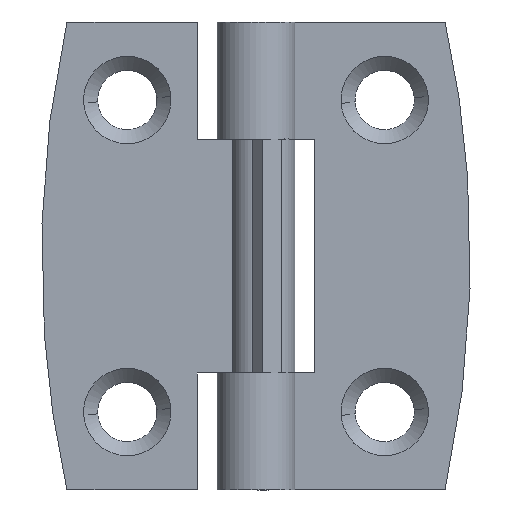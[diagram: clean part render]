
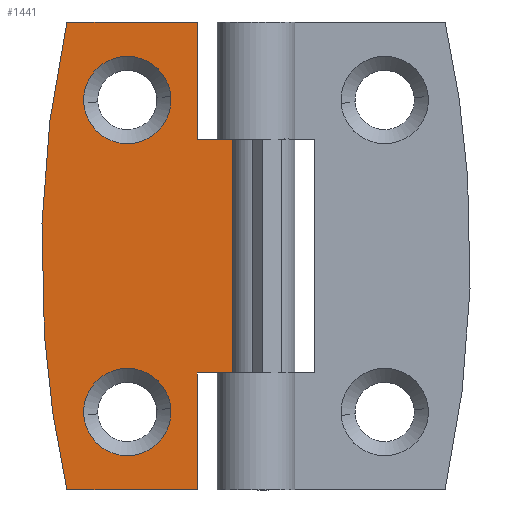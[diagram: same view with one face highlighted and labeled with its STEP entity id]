
A CAD part, front view. The second image highlights one B-rep face of the part: STEP entity #1441.
In plain terms, the highlighted free-form (B-spline) face has degree [1, 1] with [2, 2] control points.
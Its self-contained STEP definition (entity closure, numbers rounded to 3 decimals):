
#515=CARTESIAN_POINT('',(-5.459,1.5,25.22));
#516=VERTEX_POINT('',#515);
#522=CARTESIAN_POINT('',(-8.25,1.5,27.8));
#523=VERTEX_POINT('',#522);
#524=CARTESIAN_POINT('',(-8.25,1.5,27.8));
#525=CARTESIAN_POINT('',(-5.662,1.5,27.8));
#526=CARTESIAN_POINT('',(-5.459,1.5,25.22));
#534=(BOUNDED_CURVE()B_SPLINE_CURVE(2,(#524,#525,#526),.UNSPECIFIED.,.F.,.U.)B_SPLINE_CURVE_WITH_KNOTS((3,3),(0.0,0.236),.UNSPECIFIED.)CURVE()GEOMETRIC_REPRESENTATION_ITEM()RATIONAL_B_SPLINE_CURVE((1.0,0.723,0.97))REPRESENTATION_ITEM(''));
#535=EDGE_CURVE('',#523,#516,#534,.T.);
#537=CARTESIAN_POINT('',(-11.041,1.5,24.78));
#538=VERTEX_POINT('',#537);
#539=CARTESIAN_POINT('',(-11.041,1.5,24.78));
#540=CARTESIAN_POINT('',(-11.05,1.5,24.89));
#541=CARTESIAN_POINT('',(-11.05,1.5,25.0));
#542=CARTESIAN_POINT('',(-11.05,1.5,27.8));
#543=CARTESIAN_POINT('',(-8.25,1.5,27.8));
#551=(BOUNDED_CURVE()B_SPLINE_CURVE(2,(#539,#540,#541,#542,#543),.UNSPECIFIED.,.F.,.U.)B_SPLINE_CURVE_WITH_KNOTS((3,2,3),(0.736,0.75,1.0),.UNSPECIFIED.)CURVE()GEOMETRIC_REPRESENTATION_ITEM()RATIONAL_B_SPLINE_CURVE((0.97,0.984,1.0,0.707,1.0))REPRESENTATION_ITEM(''));
#552=EDGE_CURVE('',#538,#523,#551,.T.);
#589=CARTESIAN_POINT('',(-8.25,1.5,22.2));
#590=VERTEX_POINT('',#589);
#591=CARTESIAN_POINT('',(-8.25,1.5,22.2));
#592=CARTESIAN_POINT('',(-10.838,1.5,22.2));
#593=CARTESIAN_POINT('',(-11.041,1.5,24.78));
#601=(BOUNDED_CURVE()B_SPLINE_CURVE(2,(#591,#592,#593),.UNSPECIFIED.,.F.,.U.)B_SPLINE_CURVE_WITH_KNOTS((3,3),(0.5,0.736),.UNSPECIFIED.)CURVE()GEOMETRIC_REPRESENTATION_ITEM()RATIONAL_B_SPLINE_CURVE((1.0,0.723,0.97))REPRESENTATION_ITEM(''));
#602=EDGE_CURVE('',#590,#538,#601,.T.);
#604=CARTESIAN_POINT('',(-5.459,1.5,25.22));
#605=CARTESIAN_POINT('',(-5.45,1.5,25.11));
#606=CARTESIAN_POINT('',(-5.45,1.5,25.0));
#607=CARTESIAN_POINT('',(-5.45,1.5,22.2));
#608=CARTESIAN_POINT('',(-8.25,1.5,22.2));
#616=(BOUNDED_CURVE()B_SPLINE_CURVE(2,(#604,#605,#606,#607,#608),.UNSPECIFIED.,.F.,.U.)B_SPLINE_CURVE_WITH_KNOTS((3,2,3),(0.236,0.25,0.5),.UNSPECIFIED.)CURVE()GEOMETRIC_REPRESENTATION_ITEM()RATIONAL_B_SPLINE_CURVE((0.97,0.984,1.0,0.707,1.0))REPRESENTATION_ITEM(''));
#617=EDGE_CURVE('',#516,#590,#616,.T.);
#843=CARTESIAN_POINT('',(-5.459,1.5,5.22));
#844=VERTEX_POINT('',#843);
#850=CARTESIAN_POINT('',(-8.25,1.5,7.8));
#851=VERTEX_POINT('',#850);
#852=CARTESIAN_POINT('',(-8.25,1.5,7.8));
#853=CARTESIAN_POINT('',(-5.662,1.5,7.8));
#854=CARTESIAN_POINT('',(-5.459,1.5,5.22));
#862=(BOUNDED_CURVE()B_SPLINE_CURVE(2,(#852,#853,#854),.UNSPECIFIED.,.F.,.U.)B_SPLINE_CURVE_WITH_KNOTS((3,3),(0.0,0.236),.UNSPECIFIED.)CURVE()GEOMETRIC_REPRESENTATION_ITEM()RATIONAL_B_SPLINE_CURVE((1.0,0.723,0.97))REPRESENTATION_ITEM(''));
#863=EDGE_CURVE('',#851,#844,#862,.T.);
#865=CARTESIAN_POINT('',(-11.041,1.5,4.78));
#866=VERTEX_POINT('',#865);
#867=CARTESIAN_POINT('',(-11.041,1.5,4.78));
#868=CARTESIAN_POINT('',(-11.05,1.5,4.89));
#869=CARTESIAN_POINT('',(-11.05,1.5,5.0));
#870=CARTESIAN_POINT('',(-11.05,1.5,7.8));
#871=CARTESIAN_POINT('',(-8.25,1.5,7.8));
#879=(BOUNDED_CURVE()B_SPLINE_CURVE(2,(#867,#868,#869,#870,#871),.UNSPECIFIED.,.F.,.U.)B_SPLINE_CURVE_WITH_KNOTS((3,2,3),(0.736,0.75,1.0),.UNSPECIFIED.)CURVE()GEOMETRIC_REPRESENTATION_ITEM()RATIONAL_B_SPLINE_CURVE((0.97,0.984,1.0,0.707,1.0))REPRESENTATION_ITEM(''));
#880=EDGE_CURVE('',#866,#851,#879,.T.);
#917=CARTESIAN_POINT('',(-8.25,1.5,2.2));
#918=VERTEX_POINT('',#917);
#919=CARTESIAN_POINT('',(-8.25,1.5,2.2));
#920=CARTESIAN_POINT('',(-10.838,1.5,2.2));
#921=CARTESIAN_POINT('',(-11.041,1.5,4.78));
#929=(BOUNDED_CURVE()B_SPLINE_CURVE(2,(#919,#920,#921),.UNSPECIFIED.,.F.,.U.)B_SPLINE_CURVE_WITH_KNOTS((3,3),(0.5,0.736),.UNSPECIFIED.)CURVE()GEOMETRIC_REPRESENTATION_ITEM()RATIONAL_B_SPLINE_CURVE((1.0,0.723,0.97))REPRESENTATION_ITEM(''));
#930=EDGE_CURVE('',#918,#866,#929,.T.);
#932=CARTESIAN_POINT('',(-5.459,1.5,5.22));
#933=CARTESIAN_POINT('',(-5.45,1.5,5.11));
#934=CARTESIAN_POINT('',(-5.45,1.5,5.0));
#935=CARTESIAN_POINT('',(-5.45,1.5,2.2));
#936=CARTESIAN_POINT('',(-8.25,1.5,2.2));
#944=(BOUNDED_CURVE()B_SPLINE_CURVE(2,(#932,#933,#934,#935,#936),.UNSPECIFIED.,.F.,.U.)B_SPLINE_CURVE_WITH_KNOTS((3,2,3),(0.236,0.25,0.5),.UNSPECIFIED.)CURVE()GEOMETRIC_REPRESENTATION_ITEM()RATIONAL_B_SPLINE_CURVE((0.97,0.984,1.0,0.707,1.0))REPRESENTATION_ITEM(''));
#945=EDGE_CURVE('',#844,#918,#944,.T.);
#956=CARTESIAN_POINT('',(0.,1.5,7.5));
#957=VERTEX_POINT('',#956);
#958=CARTESIAN_POINT('',(-3.75,1.5,7.5));
#959=VERTEX_POINT('',#958);
#960=CARTESIAN_POINT('',(0.,1.5,7.5));
#961=CARTESIAN_POINT('',(-3.75,1.5,7.5));
#962=QUASI_UNIFORM_CURVE('',1,(#960,#961),.UNSPECIFIED.,.F.,.U.);
#963=EDGE_CURVE('',#957,#959,#962,.T.);
#1040=CARTESIAN_POINT('',(0.,1.5,22.5));
#1041=VERTEX_POINT('',#1040);
#1042=CARTESIAN_POINT('',(-3.75,1.5,22.5));
#1043=VERTEX_POINT('',#1042);
#1044=CARTESIAN_POINT('',(0.,1.5,22.5));
#1045=CARTESIAN_POINT('',(-3.75,1.5,22.5));
#1046=QUASI_UNIFORM_CURVE('',1,(#1044,#1045),.UNSPECIFIED.,.F.,.U.);
#1047=EDGE_CURVE('',#1041,#1043,#1046,.T.);
#1144=CARTESIAN_POINT('',(0.,1.5,22.5));
#1145=CARTESIAN_POINT('',(0.,1.5,7.5));
#1146=QUASI_UNIFORM_CURVE('',1,(#1144,#1145),.UNSPECIFIED.,.F.,.U.);
#1147=EDGE_CURVE('',#1041,#957,#1146,.T.);
#1260=CARTESIAN_POINT('',(-12.124,1.5,0.0));
#1261=VERTEX_POINT('',#1260);
#1267=CARTESIAN_POINT('',(-12.124,1.5,30.));
#1268=VERTEX_POINT('',#1267);
#1269=CARTESIAN_POINT('',(-12.124,1.5,30.));
#1270=CARTESIAN_POINT('',(-15.415,1.5,15.));
#1271=CARTESIAN_POINT('',(-12.124,1.5,0.0));
#1279=(BOUNDED_CURVE()B_SPLINE_CURVE(2,(#1269,#1270,#1271),.UNSPECIFIED.,.F.,.U.)CURVE()GEOMETRIC_REPRESENTATION_ITEM()QUASI_UNIFORM_CURVE()RATIONAL_B_SPLINE_CURVE((1.0,0.977,1.0))REPRESENTATION_ITEM(''));
#1280=EDGE_CURVE('',#1268,#1261,#1279,.T.);
#1302=CARTESIAN_POINT('',(-3.75,1.5,0.0));
#1303=VERTEX_POINT('',#1302);
#1309=CARTESIAN_POINT('',(-3.75,1.5,0.0));
#1310=CARTESIAN_POINT('',(-12.124,1.5,0.0));
#1311=QUASI_UNIFORM_CURVE('',1,(#1309,#1310),.UNSPECIFIED.,.F.,.U.);
#1312=EDGE_CURVE('',#1303,#1261,#1311,.T.);
#1324=CARTESIAN_POINT('',(-3.75,1.5,7.5));
#1325=CARTESIAN_POINT('',(-3.75,1.5,0.0));
#1326=QUASI_UNIFORM_CURVE('',1,(#1324,#1325),.UNSPECIFIED.,.F.,.U.);
#1327=EDGE_CURVE('',#959,#1303,#1326,.T.);
#1351=CARTESIAN_POINT('',(-3.75,1.5,30.0));
#1352=VERTEX_POINT('',#1351);
#1353=CARTESIAN_POINT('',(-12.124,1.5,30.));
#1354=CARTESIAN_POINT('',(-3.75,1.5,30.0));
#1355=QUASI_UNIFORM_CURVE('',1,(#1353,#1354),.UNSPECIFIED.,.F.,.U.);
#1356=EDGE_CURVE('',#1268,#1352,#1355,.T.);
#1371=CARTESIAN_POINT('',(-3.75,1.5,30.0));
#1372=CARTESIAN_POINT('',(-3.75,1.5,22.5));
#1373=QUASI_UNIFORM_CURVE('',1,(#1371,#1372),.UNSPECIFIED.,.F.,.U.);
#1374=EDGE_CURVE('',#1352,#1043,#1373,.T.);
#1414=CARTESIAN_POINT('',(-14.437,1.5,31.498));
#1415=CARTESIAN_POINT('',(0.687,1.5,31.498));
#1416=CARTESIAN_POINT('',(-14.437,1.5,-1.499));
#1417=CARTESIAN_POINT('',(0.687,1.5,-1.499));
#1418=B_SPLINE_SURFACE_WITH_KNOTS('',1,1,((#1414,#1416),(#1415,#1417)),.UNSPECIFIED.,.F.,.F.,.U.,(2,2),(2,2),(0.0,15.124),(0.0,32.997),.UNSPECIFIED.);
#1419=ORIENTED_EDGE('',*,*,#1356,.F.);
#1420=ORIENTED_EDGE('',*,*,#1280,.T.);
#1421=ORIENTED_EDGE('',*,*,#1312,.F.);
#1422=ORIENTED_EDGE('',*,*,#1327,.F.);
#1423=ORIENTED_EDGE('',*,*,#963,.F.);
#1424=ORIENTED_EDGE('',*,*,#1147,.F.);
#1425=ORIENTED_EDGE('',*,*,#1047,.T.);
#1426=ORIENTED_EDGE('',*,*,#1374,.F.);
#1427=EDGE_LOOP('',(#1419,#1420,#1421,#1422,#1423,#1424,#1425,#1426));
#1428=FACE_OUTER_BOUND('',#1427,.T.);
#1429=ORIENTED_EDGE('',*,*,#930,.T.);
#1430=ORIENTED_EDGE('',*,*,#880,.T.);
#1431=ORIENTED_EDGE('',*,*,#863,.T.);
#1432=ORIENTED_EDGE('',*,*,#945,.T.);
#1433=EDGE_LOOP('',(#1429,#1430,#1431,#1432));
#1434=FACE_BOUND('',#1433,.T.);
#1435=ORIENTED_EDGE('',*,*,#602,.T.);
#1436=ORIENTED_EDGE('',*,*,#552,.T.);
#1437=ORIENTED_EDGE('',*,*,#535,.T.);
#1438=ORIENTED_EDGE('',*,*,#617,.T.);
#1439=EDGE_LOOP('',(#1435,#1436,#1437,#1438));
#1440=FACE_BOUND('',#1439,.T.);
#1441=ADVANCED_FACE('',(#1428,#1434,#1440),#1418,.F.);
